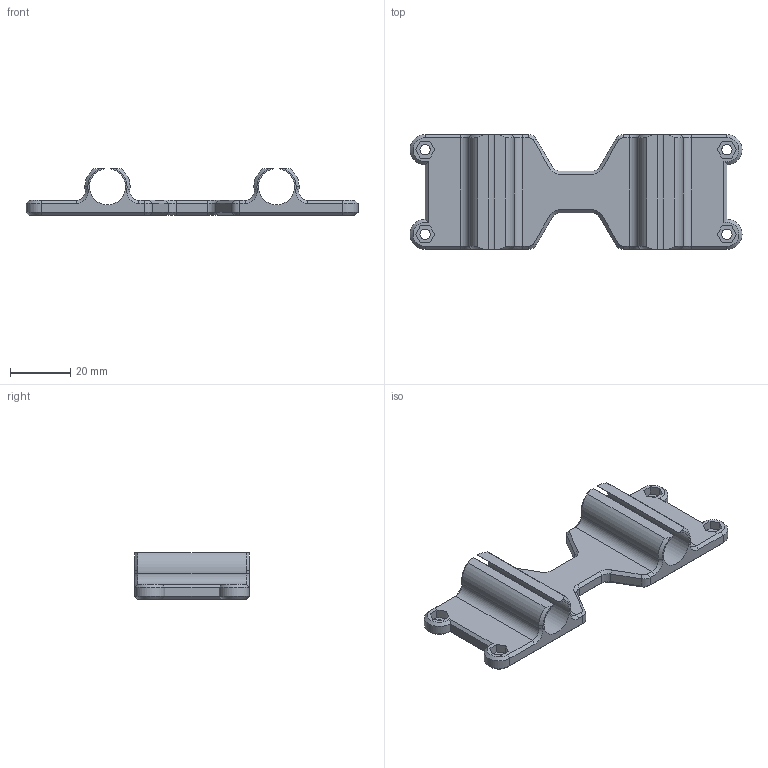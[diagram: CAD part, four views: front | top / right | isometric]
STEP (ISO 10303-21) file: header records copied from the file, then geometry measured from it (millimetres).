
FILE_DESCRIPTION(('FreeCAD Model'),'2;1');
FILE_NAME('Open CASCADE Shape Model','2023-03-22T22:02:12',('Author'),( ''),'Open CASCADE STEP processor 7.5','FreeCAD','Unknown');
FILE_SCHEMA(('AUTOMOTIVE_DESIGN { 1 0 10303 214 1 1 1 1 }'));
Length unit declared in the file: millimetre
Products named in the file (1): Chamfer
Bounding box: 110 x 38 x 15.5 mm (x, y, z)
Volume: 19291.2 mm3; surface area: 12187.7 mm2
Topology: 1 solids, 1 shells, 154 faces, 396 edges, 248 vertices
Faces by surface type: plane 80, cone 48, cylinder 26
Full cylindrical faces by diameter (mm): 3.4 x4
Entity records: 10014 total; most frequent: CARTESIAN_POINT 2348, DIRECTION 1366, ORIENTED_EDGE 792, PCURVE 792, DEFINITIONAL_REPRESENTATION 792, LINE 745, VECTOR 745, EDGE_CURVE 396
